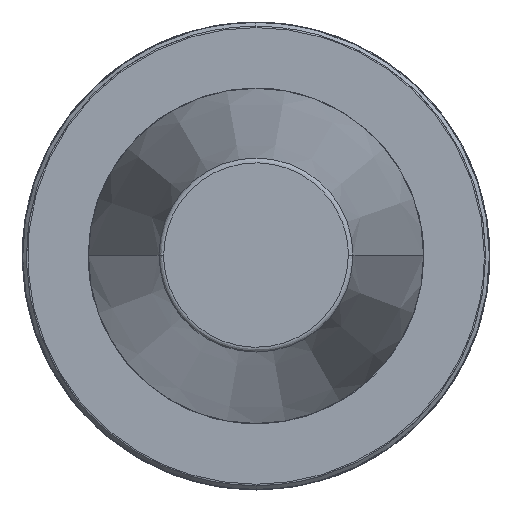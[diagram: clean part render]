
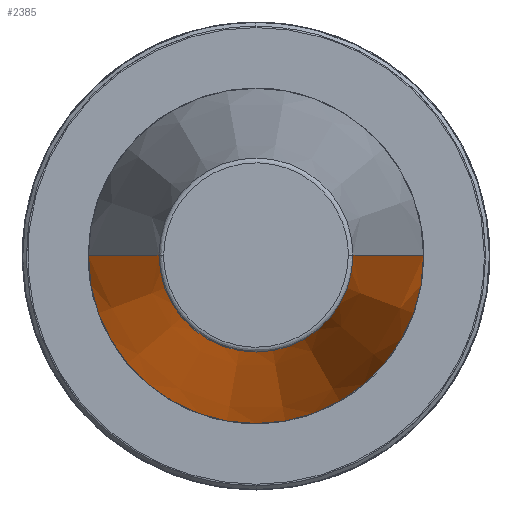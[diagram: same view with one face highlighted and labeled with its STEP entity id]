
A CAD part, top view. The second image highlights one B-rep face of the part: STEP entity #2385.
In plain terms, the highlighted conical face has half-angle 8.297 degrees and reference radius 34.925 mm.
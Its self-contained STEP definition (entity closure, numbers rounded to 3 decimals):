
#18 = CARTESIAN_POINT ( 'NONE',  ( 34.925, 0., 0. ) ) ;
#23 = DIRECTION ( 'NONE',  ( 0.144, 0., -0.99 ) ) ;
#64 = FACE_OUTER_BOUND ( 'NONE', #1015, .T. ) ;
#124 = EDGE_CURVE ( 'NONE', #2678, #621, #1426, .T. ) ;
#131 = DIRECTION ( 'NONE',  ( -1., 0., 0. ) ) ;
#145 = CIRCLE ( 'NONE', #1964, 34.925 ) ;
#294 = ORIENTED_EDGE ( 'NONE', *, *, #124, .T. ) ;
#415 = ORIENTED_EDGE ( 'NONE', *, *, #866, .F. ) ;
#421 = CARTESIAN_POINT ( 'NONE',  ( 34.925, 0., 0. ) ) ;
#591 = CARTESIAN_POINT ( 'NONE',  ( 20.211, 0., 100.894 ) ) ;
#621 = VERTEX_POINT ( 'NONE', #1166 ) ;
#677 = DIRECTION ( 'NONE',  ( 0., 0., -1. ) ) ;
#866 = EDGE_CURVE ( 'NONE', #2678, #2880, #2269, .T. ) ;
#1015 = EDGE_LOOP ( 'NONE', ( #415, #294, #1454, #3423 ) ) ;
#1166 = CARTESIAN_POINT ( 'NONE',  ( -20.211, 0., 100.894 ) ) ;
#1168 = CONICAL_SURFACE ( 'NONE', #3008, 34.925, 0.145 ) ;
#1286 = CARTESIAN_POINT ( 'NONE',  ( -34.925, 0., 0. ) ) ;
#1426 = CIRCLE ( 'NONE', #2957, 20.211 ) ;
#1454 = ORIENTED_EDGE ( 'NONE', *, *, #1876, .T. ) ;
#1468 = VERTEX_POINT ( 'NONE', #2386 ) ;
#1588 = DIRECTION ( 'NONE',  ( -1., 0., 0. ) ) ;
#1664 = CARTESIAN_POINT ( 'NONE',  ( 0., 0., 100.894 ) ) ;
#1788 = DIRECTION ( 'NONE',  ( -1., 0., 0. ) ) ;
#1814 = DIRECTION ( 'NONE',  ( 0., 0., 1. ) ) ;
#1857 = EDGE_CURVE ( 'NONE', #1468, #2880, #145, .T. ) ;
#1876 = EDGE_CURVE ( 'NONE', #621, #1468, #3390, .T. ) ;
#1964 = AXIS2_PLACEMENT_3D ( 'NONE', #3328, #1814, #131 ) ;
#2269 = LINE ( 'NONE', #18, #2313 ) ;
#2313 = VECTOR ( 'NONE', #23, 1000. ) ;
#2385 = ADVANCED_FACE ( 'NONE', ( #64 ), #1168, .T. ) ;
#2386 = CARTESIAN_POINT ( 'NONE',  ( -34.925, 0., 0. ) ) ;
#2641 = DIRECTION ( 'NONE',  ( 0., 0., -1. ) ) ;
#2678 = VERTEX_POINT ( 'NONE', #591 ) ;
#2880 = VERTEX_POINT ( 'NONE', #421 ) ;
#2957 = AXIS2_PLACEMENT_3D ( 'NONE', #1664, #677, #1788 ) ;
#3008 = AXIS2_PLACEMENT_3D ( 'NONE', #3372, #2641, #1588 ) ;
#3095 = DIRECTION ( 'NONE',  ( -0.144, 0., -0.99 ) ) ;
#3328 = CARTESIAN_POINT ( 'NONE',  ( 0., 0., 0. ) ) ;
#3372 = CARTESIAN_POINT ( 'NONE',  ( 0., 0., 0. ) ) ;
#3381 = VECTOR ( 'NONE', #3095, 1000. ) ;
#3390 = LINE ( 'NONE', #1286, #3381 ) ;
#3423 = ORIENTED_EDGE ( 'NONE', *, *, #1857, .T. ) ;
